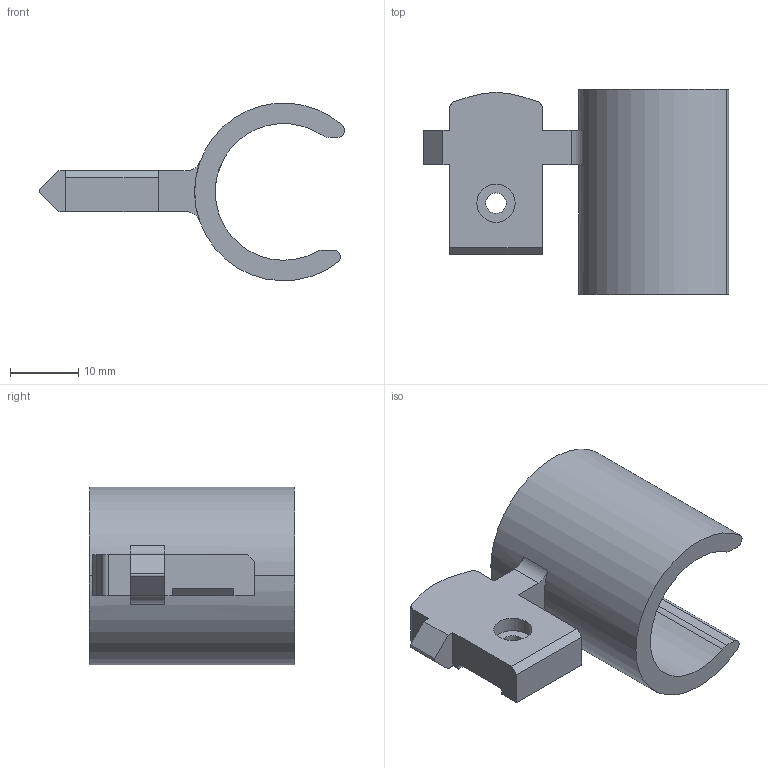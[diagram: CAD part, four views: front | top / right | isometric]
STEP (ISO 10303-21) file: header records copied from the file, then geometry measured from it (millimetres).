
FILE_DESCRIPTION(('HOOPS Exchange Step'),'2;1');
FILE_NAME('temp_export','2023-01-09T11:48:52+09:00',('mobile'),('Shapr3D Limited'),'HOOPS Exchange 2022.1','Shapr3D','Authorized');
FILE_SCHEMA( ('AUTOMOTIVE_DESIGN { 1 0 10303 214 1 1 1 1 }') );
Length unit declared in the file: millimetre
Products named in the file (1): root
Bounding box: 44.66 x 30 x 25.97 mm (x, y, z)
Volume: 6730.3 mm3; surface area: 4987.6 mm2
Topology: 1 solids, 1 shells, 212 faces, 611 edges, 407 vertices
Faces by surface type: plane 117, bspline 57, cylinder 38
Full cylindrical faces by diameter (mm): 3 x1, 5.6 x1
Entity records: 10034 total; most frequent: CARTESIAN_POINT 4873, ORIENTED_EDGE 1222, DIRECTION 838, EDGE_CURVE 611, VERTEX_POINT 407, VECTOR 322, LINE 322, AXIS2_PLACEMENT_3D 258
